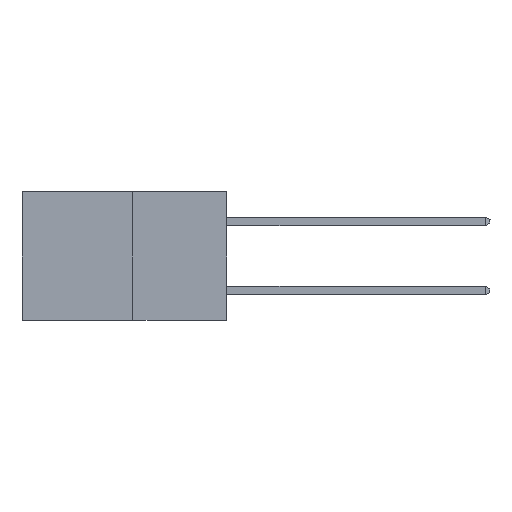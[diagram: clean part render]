
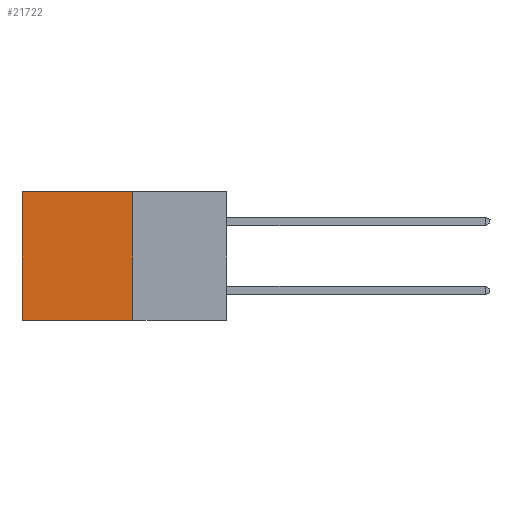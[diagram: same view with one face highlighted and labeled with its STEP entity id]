
A CAD part, left-side view. The second image highlights one B-rep face of the part: STEP entity #21722.
In plain terms, the highlighted planar face has unit normal (-1, 0, 0).
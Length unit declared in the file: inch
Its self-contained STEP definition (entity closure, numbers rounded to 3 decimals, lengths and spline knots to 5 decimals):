
#128 = EDGE_LOOP ( 'NONE', ( #1515, #4326, #3923, #4563 ) ) ;
#657 = CARTESIAN_POINT ( 'NONE',  ( 0.277, 0.27, 0. ) ) ;
#1183 = CARTESIAN_POINT ( 'NONE',  ( 0.277, 0.27, -0.37 ) ) ;
#1515 = ORIENTED_EDGE ( 'NONE', *, *, #22781, .T. ) ;
#2071 = CARTESIAN_POINT ( 'NONE',  ( 0.277, 0.27, -0.37 ) ) ;
#2889 = CARTESIAN_POINT ( 'NONE',  ( 0.277, 0.27, -0.37 ) ) ;
#3424 = VERTEX_POINT ( 'NONE', #1183 ) ;
#3463 = FACE_OUTER_BOUND ( 'NONE', #128, .T. ) ;
#3923 = ORIENTED_EDGE ( 'NONE', *, *, #5420, .F. ) ;
#4326 = ORIENTED_EDGE ( 'NONE', *, *, #19891, .F. ) ;
#4563 = ORIENTED_EDGE ( 'NONE', *, *, #23366, .T. ) ;
#4813 = DIRECTION ( 'NONE',  ( 1., 0., 0. ) ) ;
#5297 = VERTEX_POINT ( 'NONE', #9276 ) ;
#5420 = EDGE_CURVE ( 'NONE', #5601, #3424, #13266, .T. ) ;
#5601 = VERTEX_POINT ( 'NONE', #657 ) ;
#7656 = VERTEX_POINT ( 'NONE', #21502 ) ;
#7724 = DIRECTION ( 'NONE',  ( 0., 0., -1. ) ) ;
#9276 = CARTESIAN_POINT ( 'NONE',  ( 0.277, 0.59, -0.37 ) ) ;
#11637 = DIRECTION ( 'NONE',  ( 0., 1., 0. ) ) ;
#13000 = CARTESIAN_POINT ( 'NONE',  ( 0.277, 0.59, -0.37 ) ) ;
#13266 = LINE ( 'NONE', #2071, #22385 ) ;
#15678 = CARTESIAN_POINT ( 'NONE',  ( 0.277, 0.27, -0.37 ) ) ;
#15875 = PLANE ( 'NONE',  #22118 ) ;
#16473 = LINE ( 'NONE', #20741, #20745 ) ;
#17750 = DIRECTION ( 'NONE',  ( 0., 0., -1. ) ) ;
#18826 = VECTOR ( 'NONE', #20380, 39.37008 ) ;
#19891 = EDGE_CURVE ( 'NONE', #3424, #5297, #20610, .T. ) ;
#20380 = DIRECTION ( 'NONE',  ( 0., 0., -1. ) ) ;
#20610 = LINE ( 'NONE', #15678, #21151 ) ;
#20741 = CARTESIAN_POINT ( 'NONE',  ( 0.277, 0.27, 0. ) ) ;
#20745 = VECTOR ( 'NONE', #11637, 39.37008 ) ;
#21151 = VECTOR ( 'NONE', #22952, 39.37008 ) ;
#21502 = CARTESIAN_POINT ( 'NONE',  ( 0.277, 0.59, 0. ) ) ;
#21722 = ADVANCED_FACE ( 'NONE', ( #3463 ), #15875, .F. ) ;
#22118 = AXIS2_PLACEMENT_3D ( 'NONE', #2889, #4813, #17750 ) ;
#22385 = VECTOR ( 'NONE', #7724, 39.37008 ) ;
#22781 = EDGE_CURVE ( 'NONE', #7656, #5297, #23519, .T. ) ;
#22952 = DIRECTION ( 'NONE',  ( 0., 1., 0. ) ) ;
#23366 = EDGE_CURVE ( 'NONE', #5601, #7656, #16473, .T. ) ;
#23519 = LINE ( 'NONE', #13000, #18826 ) ;
